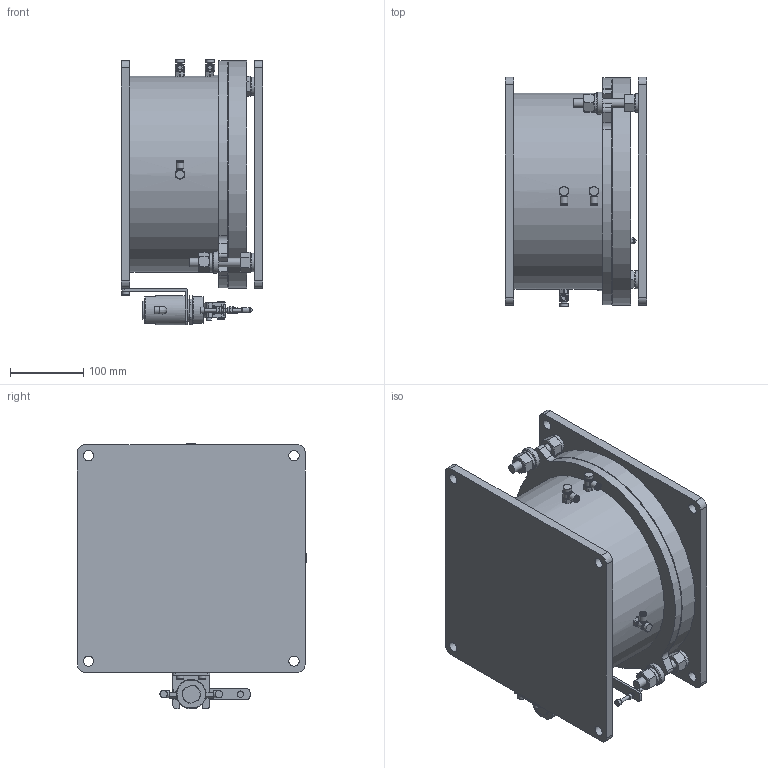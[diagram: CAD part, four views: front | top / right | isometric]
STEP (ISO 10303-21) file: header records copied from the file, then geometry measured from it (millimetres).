
FILE_DESCRIPTION (( 'STEP AP203' ), '1' );
FILE_NAME ('516470.STEP', '2025-01-03T04:19:37', ( 'Windows User' ), ( 'P R C' ), 'SwSTEP 2.0', 'SolidWorks 2020', '' );
FILE_SCHEMA (( 'CONFIG_CONTROL_DESIGN' ));
Length unit declared in the file: millimetre
Products named in the file (1): 516470
Bounding box: 193 x 312 x 362 mm (x, y, z)
Surface area: 691781.8 mm2 (no closed solid volume)
Topology: 0 solids, 65 shells, 463 faces, 1436 edges, 1029 vertices
Faces by surface type: plane 263, cylinder 141, cone 42, bspline 16, torus 1
Full cylindrical faces by diameter (mm): 5 x5, 6 x3, 7 x2, 7.5 x1, 8 x4, 8.1 x3, 8.45 x3, 8.5 x1, 9 x2, 9.7 x3, 10 x4, 10.4 x3, 11 x6, 11.5 x1, 12 x5, 12.6 x3, 12.7 x3, 13 x2, 13.835 x4, 14 x8, 25.1 x4, 30 x3, 40 x1, 267 x1, 310 x1
Entity records: 29151 total; most frequent: CARTESIAN_POINT 17674, DIRECTION 2105, ORIENTED_EDGE 2064, EDGE_CURVE 1278, VERTEX_POINT 987, AXIS2_PLACEMENT_3D 781, EDGE_LOOP 702, FACE_OUTER_BOUND 548
